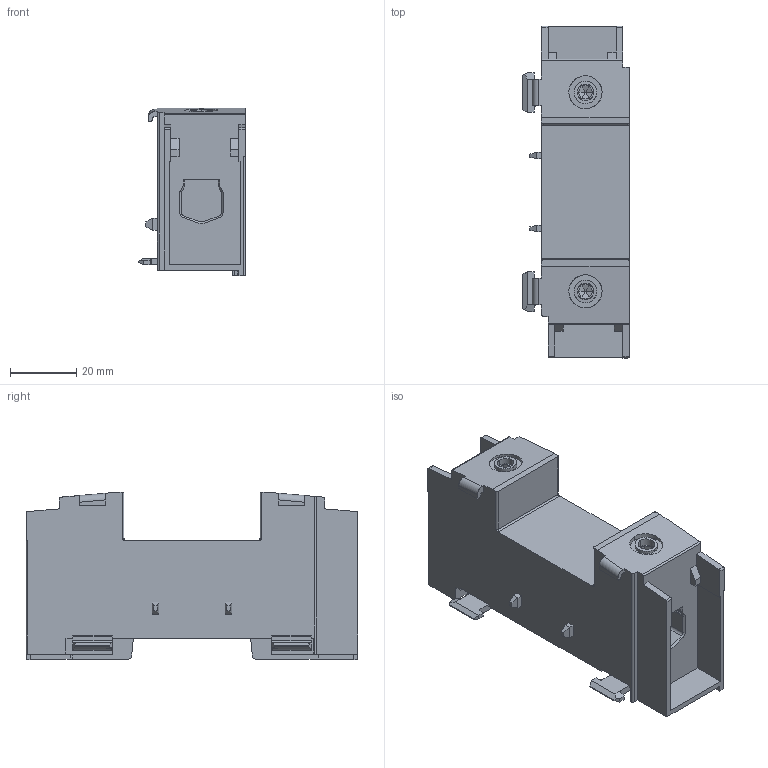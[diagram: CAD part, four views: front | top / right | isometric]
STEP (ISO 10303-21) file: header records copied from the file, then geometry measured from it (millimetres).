
FILE_DESCRIPTION((''),'2;1');
FILE_NAME('OTPE125FP_SW0004','2024-08-12T12:37:07',('FIANLEH10'),(''),'CREO PARAMETRIC BY PTC INC, 2022364','CREO PARAMETRIC BY PTC INC, 2022364','');
FILE_SCHEMA(('AUTOMOTIVE_DESIGN { 1 0 10303 214 1 1 1 1 }'));
Length unit declared in the file: millimetre
Products named in the file (1): OTPE125FP_SW0004
Bounding box: 32.2 x 100 x 50.5 mm (x, y, z)
Volume: 76724.1 mm3; surface area: 21839.5 mm2
Topology: 1 solids, 1 shells, 343 faces, 922 edges, 581 vertices
Faces by surface type: plane 244, cylinder 65, bspline 18, cone 12, torus 4
Entity records: 16666 total; most frequent: CARTESIAN_POINT 4125, ORIENTED_EDGE 1820, DIRECTION 1664, EDGE_CURVE 910, VECTOR 751, LINE 751, VERTEX_POINT 581, FILL_AREA_STYLE_COLOUR 563
